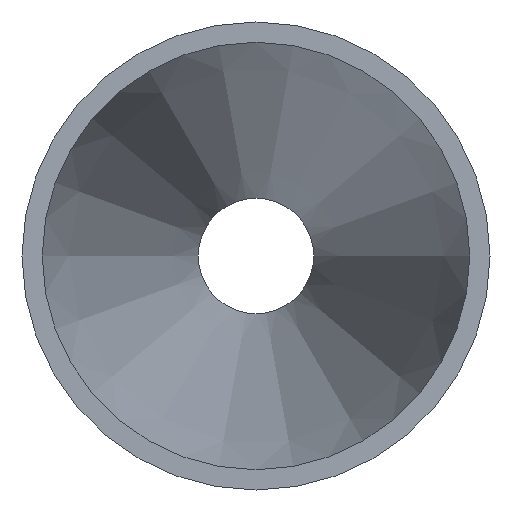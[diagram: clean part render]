
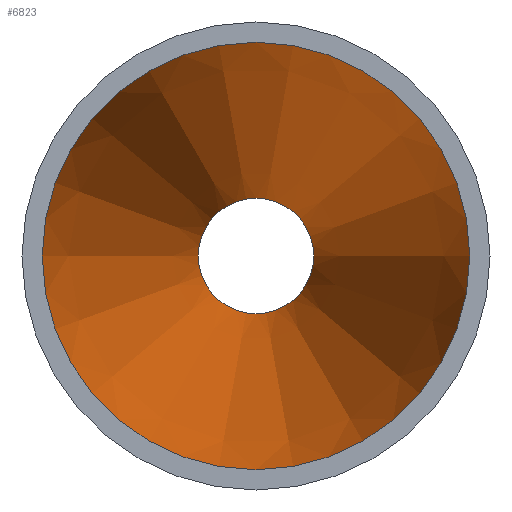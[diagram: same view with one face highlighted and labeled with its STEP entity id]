
A CAD part, left-side view. The second image highlights one B-rep face of the part: STEP entity #6823.
In plain terms, the highlighted conical face has half-angle 11.31 degrees and reference radius 11.049 mm.
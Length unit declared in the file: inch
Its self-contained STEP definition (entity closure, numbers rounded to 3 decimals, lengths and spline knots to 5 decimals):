
#107=FACE_BOUND('',#1230,.T.);
#818=FACE_OUTER_BOUND('',#1229,.T.);
#1229=EDGE_LOOP('',(#6380));
#1230=EDGE_LOOP('',(#6381));
#2308=CIRCLE('',#7195,0.185);
#2309=CIRCLE('',#7197,0.685);
#3342=VERTEX_POINT('',#15015);
#3343=VERTEX_POINT('',#15018);
#4357=EDGE_CURVE('',#3342,#3342,#2308,.T.);
#4358=EDGE_CURVE('',#3343,#3343,#2309,.T.);
#6380=ORIENTED_EDGE('',*,*,#4358,.F.);
#6381=ORIENTED_EDGE('',*,*,#4357,.T.);
#6423=CONICAL_SURFACE('',#7196,0.435,11.31);
#6823=ADVANCED_FACE('',(#818,#107),#6423,.F.);
#7195=AXIS2_PLACEMENT_3D('',#15016,#8407,#8408);
#7196=AXIS2_PLACEMENT_3D('',#15017,#8409,#8410);
#7197=AXIS2_PLACEMENT_3D('',#15019,#8411,#8412);
#8407=DIRECTION('center_axis',(1.,0.,0.));
#8408=DIRECTION('ref_axis',(0.,-1.,0.));
#8409=DIRECTION('center_axis',(-1.,0.,0.));
#8410=DIRECTION('ref_axis',(0.,-1.,0.));
#8411=DIRECTION('center_axis',(1.,0.,0.));
#8412=DIRECTION('ref_axis',(0.,-1.,0.));
#15015=CARTESIAN_POINT('',(2.5,-0.185,0.));
#15016=CARTESIAN_POINT('Origin',(2.5,0.,0.));
#15017=CARTESIAN_POINT('Origin',(1.25,0.,0.));
#15018=CARTESIAN_POINT('',(0.,-0.685,0.));
#15019=CARTESIAN_POINT('Origin',(0.,0.,0.));
